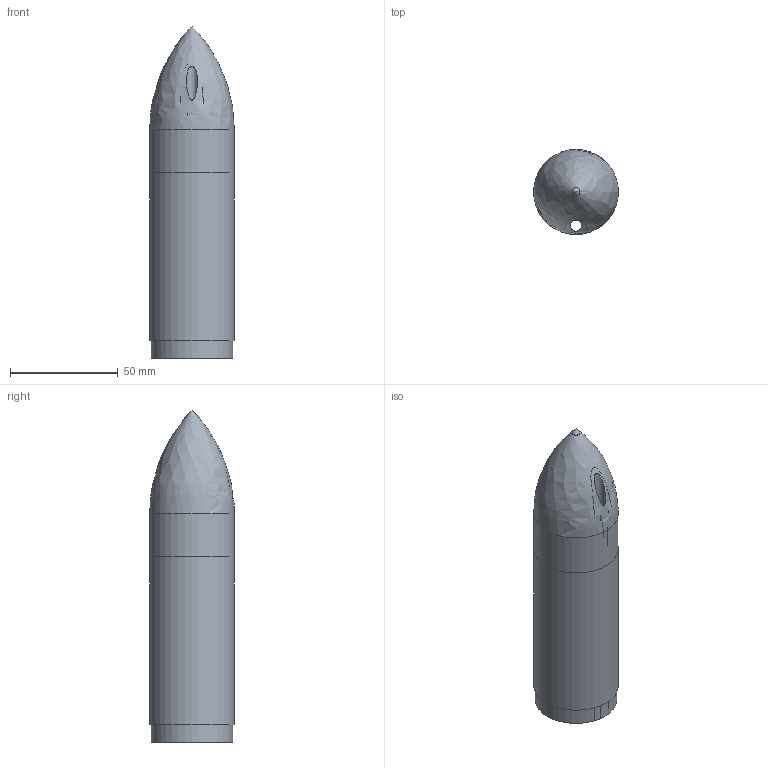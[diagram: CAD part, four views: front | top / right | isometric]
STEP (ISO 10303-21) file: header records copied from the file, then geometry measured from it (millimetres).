
FILE_DESCRIPTION(/* description */ (''),/* implementation_level */ '2;1');
FILE_NAME(/* name */ 'Nose Cone Top.step',/* time_stamp */ '2022-05-04T10:52:59-07:00',/* author */ (''),/* organization */ (''),/* preprocessor_version */ 'ST-DEVELOPER v18.1',/* originating_system */ 'Autodesk Translation Framework v10.14.0.1471',/* authorisation */ '');
FILE_SCHEMA (('AUTOMOTIVE_DESIGN { 1 0 10303 214 3 1 1 }'));
Length unit declared in the file: millimetre
Products named in the file (2): CloudRocket; NoseConeTop
Assembly tree (1 placements, depth 2):
  CloudRocket
    NoseConeTop
Bounding box: 39.38 x 39.38 x 154.21 mm (x, y, z)
Volume: 15622.8 mm3; surface area: 38454.8 mm2
Topology: 1 solids, 1 shells, 22 faces, 56 edges, 34 vertices
Faces by surface type: cylinder 12, plane 8, bspline 2
Full cylindrical faces by diameter (mm): 5.2 x1, 38.028 x1, 39.378 x2
Entity records: 868 total; most frequent: CARTESIAN_POINT 267, DIRECTION 120, ORIENTED_EDGE 110, EDGE_CURVE 55, AXIS2_PLACEMENT_3D 49, VERTEX_POINT 34, EDGE_LOOP 29, CIRCLE 26
